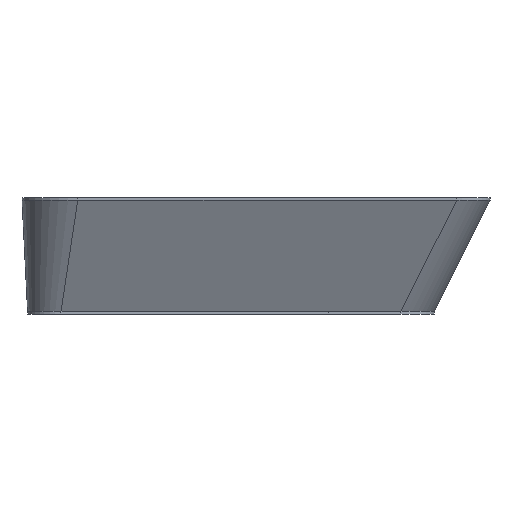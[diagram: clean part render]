
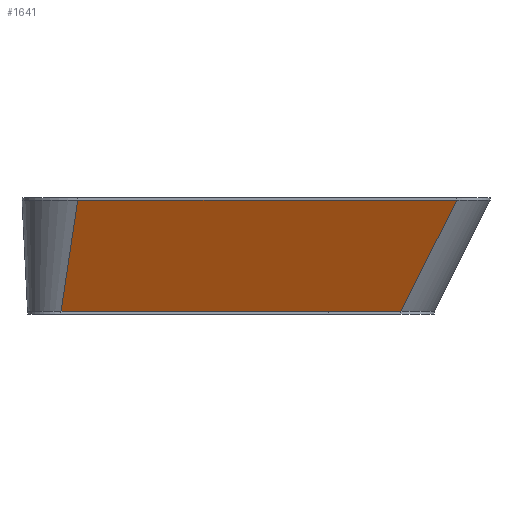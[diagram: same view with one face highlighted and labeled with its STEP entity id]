
A CAD part, front view. The second image highlights one B-rep face of the part: STEP entity #1641.
In plain terms, the highlighted free-form (B-spline) face has degree [1, 1] with [2, 2] control points.
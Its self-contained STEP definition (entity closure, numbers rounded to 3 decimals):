
#170 = VERTEX_POINT('',#171);
#171 = CARTESIAN_POINT('',(-12.,-15.,0.));
#185 = PLANE('',#186);
#186 = AXIS2_PLACEMENT_3D('',#187,#188,#189);
#187 = CARTESIAN_POINT('',(18.5,-15.,0.));
#188 = DIRECTION('',(0.,1.,0.));
#189 = DIRECTION('',(-1.,0.,0.));
#212 = B_SPLINE_SURFACE_WITH_KNOTS('',8,1,(
    (#213,#214)
    ,(#215,#216)
    ,(#217,#218)
    ,(#219,#220)
    ,(#221,#222)
    ,(#223,#224)
    ,(#225,#226)
    ,(#227,#228)
    ,(#229,#230
    )),.UNSPECIFIED.,.F.,.F.,.F.,(9,9),(2,2),(1.571,
    3.142),(0.,1.),.PIECEWISE_BEZIER_KNOTS.);
#213 = CARTESIAN_POINT('',(-12.,-15.,0.));
#214 = CARTESIAN_POINT('',(-10.5,-20.,10.));
#215 = CARTESIAN_POINT('',(-12.589,-15.,0.));
#216 = CARTESIAN_POINT('',(-11.482,-20.,10.));
#217 = CARTESIAN_POINT('',(-13.178,-14.868,0.));
#218 = CARTESIAN_POINT('',(-12.463,-19.78,10.));
#219 = CARTESIAN_POINT('',(-13.733,-14.603,0.));
#220 = CARTESIAN_POINT('',(-13.388,-19.339,10.));
#221 = CARTESIAN_POINT('',(-14.218,-14.218,0.));
#222 = CARTESIAN_POINT('',(-14.196,-18.696,10.));
#223 = CARTESIAN_POINT('',(-14.603,-13.733,0.));
#224 = CARTESIAN_POINT('',(-14.839,-17.888,10.));
#225 = CARTESIAN_POINT('',(-14.868,-13.178,0.));
#226 = CARTESIAN_POINT('',(-15.28,-16.963,10.));
#227 = CARTESIAN_POINT('',(-15.,-12.589,0.));
#228 = CARTESIAN_POINT('',(-15.5,-15.982,10.));
#229 = CARTESIAN_POINT('',(-15.,-12.,0.));
#230 = CARTESIAN_POINT('',(-15.5,-15.,10.));
#580 = PLANE('',#581);
#581 = AXIS2_PLACEMENT_3D('',#582,#583,#584);
#582 = CARTESIAN_POINT('',(18.5,-15.,0.));
#583 = DIRECTION('',(0.,1.,0.));
#584 = DIRECTION('',(-1.,0.,0.));
#819 = EDGE_CURVE('',#820,#170,#822,.T.);
#820 = VERTEX_POINT('',#821);
#821 = CARTESIAN_POINT('',(12.,-15.,0.));
#822 = SURFACE_CURVE('',#823,(#827,#834),.PCURVE_S1.);
#823 = LINE('',#824,#825);
#824 = CARTESIAN_POINT('',(18.5,-15.,0.));
#825 = VECTOR('',#826,1.);
#826 = DIRECTION('',(-1.,0.,0.));
#827 = PCURVE('',#185,#828);
#828 = DEFINITIONAL_REPRESENTATION('',(#829),#833);
#829 = LINE('',#830,#831);
#830 = CARTESIAN_POINT('',(0.,0.));
#831 = VECTOR('',#832,1.);
#832 = DIRECTION('',(1.,0.));
#833 = ( GEOMETRIC_REPRESENTATION_CONTEXT(2) 
PARAMETRIC_REPRESENTATION_CONTEXT() REPRESENTATION_CONTEXT('2D SPACE',''
  ) );
#834 = PCURVE('',#835,#840);
#835 = B_SPLINE_SURFACE_WITH_KNOTS('',1,1,(
    (#836,#837)
    ,(#838,#839
  )),.UNSPECIFIED.,.F.,.F.,.F.,(2,2),(2,2),(0.,34.),(0.,1.),
  .PIECEWISE_BEZIER_KNOTS.);
#836 = CARTESIAN_POINT('',(18.5,-15.,0.));
#837 = CARTESIAN_POINT('',(23.5,-20.,10.));
#838 = CARTESIAN_POINT('',(-12.,-15.,0.));
#839 = CARTESIAN_POINT('',(-10.5,-20.,10.));
#840 = DEFINITIONAL_REPRESENTATION('',(#841),#844);
#841 = B_SPLINE_CURVE_WITH_KNOTS('',1,(#842,#843),.UNSPECIFIED.,.F.,.F.,
  (2,2),(0.,30.5),.PIECEWISE_BEZIER_KNOTS.);
#842 = CARTESIAN_POINT('',(0.,0.));
#843 = CARTESIAN_POINT('',(34.,0.));
#844 = ( GEOMETRIC_REPRESENTATION_CONTEXT(2) 
PARAMETRIC_REPRESENTATION_CONTEXT() REPRESENTATION_CONTEXT('2D SPACE',''
  ) );
#875 = VERTEX_POINT('',#876);
#876 = CARTESIAN_POINT('',(-10.5,-20.,10.));
#903 = EDGE_CURVE('',#170,#875,#904,.T.);
#904 = SURFACE_CURVE('',#905,(#908,#915),.PCURVE_S1.);
#905 = B_SPLINE_CURVE_WITH_KNOTS('',1,(#906,#907),.UNSPECIFIED.,.F.,.F.,
  (2,2),(0.,1.),.PIECEWISE_BEZIER_KNOTS.);
#906 = CARTESIAN_POINT('',(-12.,-15.,0.));
#907 = CARTESIAN_POINT('',(-10.5,-20.,10.));
#908 = PCURVE('',#212,#909);
#909 = DEFINITIONAL_REPRESENTATION('',(#910),#914);
#910 = LINE('',#911,#912);
#911 = CARTESIAN_POINT('',(1.571,0.));
#912 = VECTOR('',#913,1.);
#913 = DIRECTION('',(0.,1.));
#914 = ( GEOMETRIC_REPRESENTATION_CONTEXT(2) 
PARAMETRIC_REPRESENTATION_CONTEXT() REPRESENTATION_CONTEXT('2D SPACE',''
  ) );
#915 = PCURVE('',#835,#916);
#916 = DEFINITIONAL_REPRESENTATION('',(#917),#921);
#917 = LINE('',#918,#919);
#918 = CARTESIAN_POINT('',(34.,0.));
#919 = VECTOR('',#920,1.);
#920 = DIRECTION('',(0.,1.));
#921 = ( GEOMETRIC_REPRESENTATION_CONTEXT(2) 
PARAMETRIC_REPRESENTATION_CONTEXT() REPRESENTATION_CONTEXT('2D SPACE',''
  ) );
#1109 = EDGE_CURVE('',#1110,#820,#1112,.T.);
#1110 = VERTEX_POINT('',#1111);
#1111 = CARTESIAN_POINT('',(18.5,-15.,0.));
#1112 = SURFACE_CURVE('',#1113,(#1117,#1124),.PCURVE_S1.);
#1113 = LINE('',#1114,#1115);
#1114 = CARTESIAN_POINT('',(18.5,-15.,0.));
#1115 = VECTOR('',#1116,1.);
#1116 = DIRECTION('',(-1.,0.,0.));
#1117 = PCURVE('',#580,#1118);
#1118 = DEFINITIONAL_REPRESENTATION('',(#1119),#1123);
#1119 = LINE('',#1120,#1121);
#1120 = CARTESIAN_POINT('',(0.,0.));
#1121 = VECTOR('',#1122,1.);
#1122 = DIRECTION('',(1.,0.));
#1123 = ( GEOMETRIC_REPRESENTATION_CONTEXT(2) 
PARAMETRIC_REPRESENTATION_CONTEXT() REPRESENTATION_CONTEXT('2D SPACE',''
  ) );
#1124 = PCURVE('',#835,#1125);
#1125 = DEFINITIONAL_REPRESENTATION('',(#1126),#1129);
#1126 = B_SPLINE_CURVE_WITH_KNOTS('',1,(#1127,#1128),.UNSPECIFIED.,.F.,
  .F.,(2,2),(0.,30.5),.PIECEWISE_BEZIER_KNOTS.);
#1127 = CARTESIAN_POINT('',(0.,0.));
#1128 = CARTESIAN_POINT('',(34.,0.));
#1129 = ( GEOMETRIC_REPRESENTATION_CONTEXT(2) 
PARAMETRIC_REPRESENTATION_CONTEXT() REPRESENTATION_CONTEXT('2D SPACE',''
  ) );
#1197 = B_SPLINE_SURFACE_WITH_KNOTS('',8,1,(
    (#1198,#1199)
    ,(#1200,#1201)
    ,(#1202,#1203)
    ,(#1204,#1205)
    ,(#1206,#1207)
    ,(#1208,#1209)
    ,(#1210,#1211)
    ,(#1212,#1213)
    ,(#1214,#1215
    )),.UNSPECIFIED.,.F.,.F.,.F.,(9,9),(2,2),(0.,1.571),(0.,1.)
  ,.PIECEWISE_BEZIER_KNOTS.);
#1198 = CARTESIAN_POINT('',(21.5,-12.,0.));
#1199 = CARTESIAN_POINT('',(26.5,-17.,10.));
#1200 = CARTESIAN_POINT('',(21.5,-12.589,0.));
#1201 = CARTESIAN_POINT('',(26.5,-17.589,10.));
#1202 = CARTESIAN_POINT('',(21.368,-13.178,0.));
#1203 = CARTESIAN_POINT('',(26.368,-18.178,10.));
#1204 = CARTESIAN_POINT('',(21.103,-13.733,0.));
#1205 = CARTESIAN_POINT('',(26.103,-18.733,10.));
#1206 = CARTESIAN_POINT('',(20.718,-14.218,0.));
#1207 = CARTESIAN_POINT('',(25.718,-19.218,10.));
#1208 = CARTESIAN_POINT('',(20.233,-14.603,0.));
#1209 = CARTESIAN_POINT('',(25.233,-19.603,10.));
#1210 = CARTESIAN_POINT('',(19.678,-14.868,0.));
#1211 = CARTESIAN_POINT('',(24.678,-19.868,10.));
#1212 = CARTESIAN_POINT('',(19.089,-15.,0.));
#1213 = CARTESIAN_POINT('',(24.089,-20.,10.));
#1214 = CARTESIAN_POINT('',(18.5,-15.,0.));
#1215 = CARTESIAN_POINT('',(23.5,-20.,10.));
#1641 = ADVANCED_FACE('',(#1642),#835,.F.);
#1642 = FACE_BOUND('',#1643,.F.);
#1643 = EDGE_LOOP('',(#1644,#1645,#1646,#1647,#1675));
#1644 = ORIENTED_EDGE('',*,*,#1109,.T.);
#1645 = ORIENTED_EDGE('',*,*,#819,.T.);
#1646 = ORIENTED_EDGE('',*,*,#903,.T.);
#1647 = ORIENTED_EDGE('',*,*,#1648,.F.);
#1648 = EDGE_CURVE('',#1649,#875,#1651,.T.);
#1649 = VERTEX_POINT('',#1650);
#1650 = CARTESIAN_POINT('',(23.5,-20.,10.));
#1651 = SURFACE_CURVE('',#1652,(#1656,#1663),.PCURVE_S1.);
#1652 = LINE('',#1653,#1654);
#1653 = CARTESIAN_POINT('',(23.5,-20.,10.));
#1654 = VECTOR('',#1655,1.);
#1655 = DIRECTION('',(-1.,0.,0.));
#1656 = PCURVE('',#835,#1657);
#1657 = DEFINITIONAL_REPRESENTATION('',(#1658),#1662);
#1658 = LINE('',#1659,#1660);
#1659 = CARTESIAN_POINT('',(0.,1.));
#1660 = VECTOR('',#1661,1.);
#1661 = DIRECTION('',(1.,0.));
#1662 = ( GEOMETRIC_REPRESENTATION_CONTEXT(2) 
PARAMETRIC_REPRESENTATION_CONTEXT() REPRESENTATION_CONTEXT('2D SPACE',''
  ) );
#1663 = PCURVE('',#1664,#1669);
#1664 = PLANE('',#1665);
#1665 = AXIS2_PLACEMENT_3D('',#1666,#1667,#1668);
#1666 = CARTESIAN_POINT('',(23.5,-20.,10.));
#1667 = DIRECTION('',(0.,-1.,0.));
#1668 = DIRECTION('',(-1.,0.,0.));
#1669 = DEFINITIONAL_REPRESENTATION('',(#1670),#1674);
#1670 = LINE('',#1671,#1672);
#1671 = CARTESIAN_POINT('',(0.,-0.));
#1672 = VECTOR('',#1673,1.);
#1673 = DIRECTION('',(1.,0.));
#1674 = ( GEOMETRIC_REPRESENTATION_CONTEXT(2) 
PARAMETRIC_REPRESENTATION_CONTEXT() REPRESENTATION_CONTEXT('2D SPACE',''
  ) );
#1675 = ORIENTED_EDGE('',*,*,#1676,.F.);
#1676 = EDGE_CURVE('',#1110,#1649,#1677,.T.);
#1677 = SURFACE_CURVE('',#1678,(#1681,#1688),.PCURVE_S1.);
#1678 = B_SPLINE_CURVE_WITH_KNOTS('',1,(#1679,#1680),.UNSPECIFIED.,.F.,
  .F.,(2,2),(0.,1.),.PIECEWISE_BEZIER_KNOTS.);
#1679 = CARTESIAN_POINT('',(18.5,-15.,0.));
#1680 = CARTESIAN_POINT('',(23.5,-20.,10.));
#1681 = PCURVE('',#835,#1682);
#1682 = DEFINITIONAL_REPRESENTATION('',(#1683),#1687);
#1683 = LINE('',#1684,#1685);
#1684 = CARTESIAN_POINT('',(0.,0.));
#1685 = VECTOR('',#1686,1.);
#1686 = DIRECTION('',(0.,1.));
#1687 = ( GEOMETRIC_REPRESENTATION_CONTEXT(2) 
PARAMETRIC_REPRESENTATION_CONTEXT() REPRESENTATION_CONTEXT('2D SPACE',''
  ) );
#1688 = PCURVE('',#1197,#1689);
#1689 = DEFINITIONAL_REPRESENTATION('',(#1690),#1694);
#1690 = LINE('',#1691,#1692);
#1691 = CARTESIAN_POINT('',(1.571,0.));
#1692 = VECTOR('',#1693,1.);
#1693 = DIRECTION('',(0.,1.));
#1694 = ( GEOMETRIC_REPRESENTATION_CONTEXT(2) 
PARAMETRIC_REPRESENTATION_CONTEXT() REPRESENTATION_CONTEXT('2D SPACE',''
  ) );
